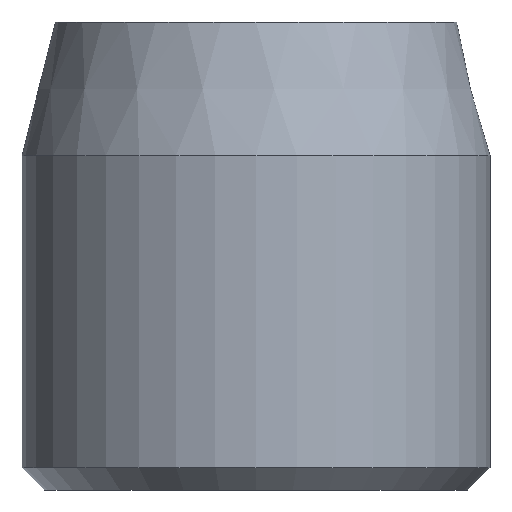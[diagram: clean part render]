
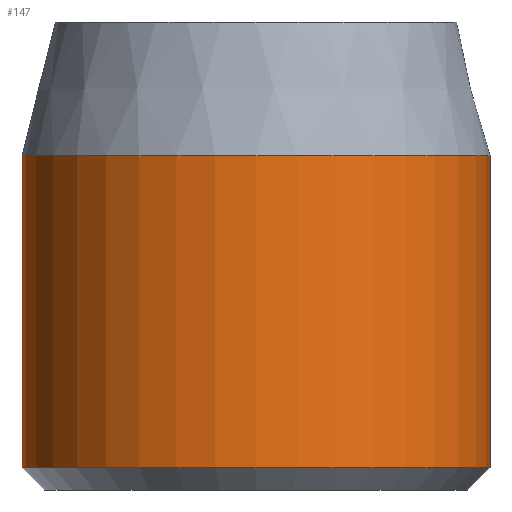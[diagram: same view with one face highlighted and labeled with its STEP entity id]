
A CAD part, front view. The second image highlights one B-rep face of the part: STEP entity #147.
In plain terms, the highlighted cylindrical face has radius 21 mm (diameter 42 mm), a full revolution.
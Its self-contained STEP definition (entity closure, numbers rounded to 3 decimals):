
#16=CYLINDRICAL_SURFACE('',#182,21.);
#27=LINE('',#274,#33);
#33=VECTOR('',#232,21.);
#46=FACE_OUTER_BOUND('',#58,.T.);
#58=EDGE_LOOP('',(#129,#130,#131,#132));
#71=CIRCLE('',#180,21.);
#73=CIRCLE('',#183,21.);
#82=VERTEX_POINT('',#266);
#84=VERTEX_POINT('',#272);
#97=EDGE_CURVE('',#82,#82,#71,.T.);
#100=EDGE_CURVE('',#84,#84,#73,.T.);
#101=EDGE_CURVE('',#84,#82,#27,.T.);
#129=ORIENTED_EDGE('',*,*,#100,.F.);
#130=ORIENTED_EDGE('',*,*,#101,.T.);
#131=ORIENTED_EDGE('',*,*,#97,.F.);
#132=ORIENTED_EDGE('',*,*,#101,.F.);
#147=ADVANCED_FACE('',(#46),#16,.T.);
#180=AXIS2_PLACEMENT_3D('',#267,#223,#224);
#182=AXIS2_PLACEMENT_3D('',#271,#228,#229);
#183=AXIS2_PLACEMENT_3D('',#273,#230,#231);
#223=DIRECTION('center_axis',(0.,0.,-1.));
#224=DIRECTION('ref_axis',(1.,0.,0.));
#228=DIRECTION('center_axis',(0.,0.,1.));
#229=DIRECTION('ref_axis',(1.,0.,0.));
#230=DIRECTION('center_axis',(0.,0.,1.));
#231=DIRECTION('ref_axis',(1.,0.,0.));
#232=DIRECTION('',(0.,0.,-1.));
#266=CARTESIAN_POINT('',(-21.,0.,2.));
#267=CARTESIAN_POINT('Origin',(0.,0.,2.));
#271=CARTESIAN_POINT('Origin',(0.,0.,0.));
#272=CARTESIAN_POINT('',(-21.,0.,30.));
#273=CARTESIAN_POINT('Origin',(0.,0.,30.));
#274=CARTESIAN_POINT('',(-21.,0.,0.));
